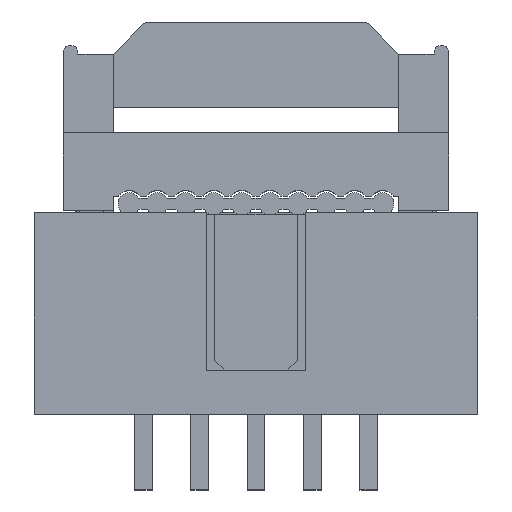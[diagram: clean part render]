
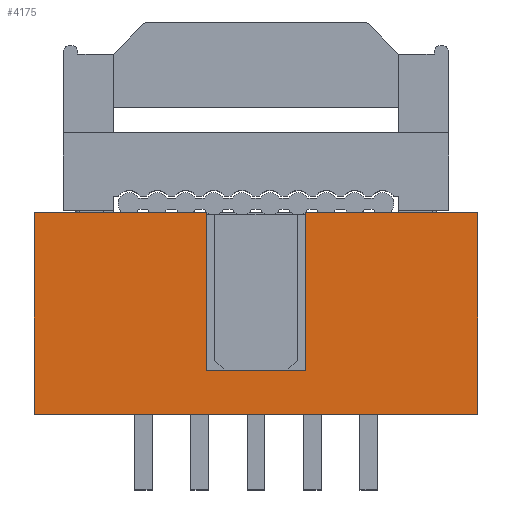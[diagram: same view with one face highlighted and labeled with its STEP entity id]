
A CAD part, top view. The second image highlights one B-rep face of the part: STEP entity #4175.
In plain terms, the highlighted planar face has unit normal (0, 0, 1).
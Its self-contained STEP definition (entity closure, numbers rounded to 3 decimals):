
#568 = CARTESIAN_POINT ( 'NONE',  ( -27.366, 9.1, -20.29 ) ) ;
#583 = EDGE_CURVE ( 'NONE', #14847, #12495, #9701, .T. ) ;
#930 = EDGE_CURVE ( 'NONE', #16787, #14677, #16859, .T. ) ;
#1471 = EDGE_CURVE ( 'NONE', #14847, #4221, #9637, .T. ) ;
#1852 = VECTOR ( 'NONE', #4048, 1000. ) ;
#1865 = ORIENTED_EDGE ( 'NONE', *, *, #14548, .T. ) ;
#2174 = ORIENTED_EDGE ( 'NONE', *, *, #930, .F. ) ;
#2204 = CARTESIAN_POINT ( 'NONE',  ( -39.616, 9.1, -20.29 ) ) ;
#2343 = EDGE_CURVE ( 'NONE', #5310, #12495, #3018, .T. ) ;
#2921 = CARTESIAN_POINT ( 'NONE',  ( -31.866, 9.1, -20.29 ) ) ;
#3018 = LINE ( 'NONE', #2921, #14848 ) ;
#3282 = DIRECTION ( 'NONE',  ( -1., 0., 0. ) ) ;
#3361 = DIRECTION ( 'NONE',  ( 0., 0., -1. ) ) ;
#3385 = EDGE_LOOP ( 'NONE', ( #15908, #8024, #1865, #14298, #13226, #2174, #7938, #11058 ) ) ;
#3698 = DIRECTION ( 'NONE',  ( 0., -1., 0. ) ) ;
#3774 = VERTEX_POINT ( 'NONE', #16388 ) ;
#3974 = LINE ( 'NONE', #12893, #12914 ) ;
#4048 = DIRECTION ( 'NONE',  ( 0., 1., 0. ) ) ;
#4140 = CARTESIAN_POINT ( 'NONE',  ( -19.616, 0., -20.29 ) ) ;
#4175 = ADVANCED_FACE ( 'NONE', ( #16805 ), #13823, .F. ) ;
#4221 = VERTEX_POINT ( 'NONE', #568 ) ;
#4708 = VECTOR ( 'NONE', #5372, 1000. ) ;
#5063 = EDGE_CURVE ( 'NONE', #3774, #12285, #3974, .T. ) ;
#5310 = VERTEX_POINT ( 'NONE', #12782 ) ;
#5372 = DIRECTION ( 'NONE',  ( -1., 0., 0. ) ) ;
#5388 = LINE ( 'NONE', #2204, #18837 ) ;
#6002 = DIRECTION ( 'NONE',  ( 0., -1., 0. ) ) ;
#6217 = VECTOR ( 'NONE', #16875, 1000. ) ;
#6233 = VECTOR ( 'NONE', #3698, 1000. ) ;
#7938 = ORIENTED_EDGE ( 'NONE', *, *, #16102, .T. ) ;
#8024 = ORIENTED_EDGE ( 'NONE', *, *, #2343, .F. ) ;
#8254 = LINE ( 'NONE', #8441, #6217 ) ;
#8441 = CARTESIAN_POINT ( 'NONE',  ( 0., 0., -20.29 ) ) ;
#8938 = CARTESIAN_POINT ( 'NONE',  ( -19.616, 9.1, -20.29 ) ) ;
#9637 = LINE ( 'NONE', #15763, #1852 ) ;
#9701 = LINE ( 'NONE', #16982, #4708 ) ;
#9835 = DIRECTION ( 'NONE',  ( 0., 1., 0. ) ) ;
#10366 = CARTESIAN_POINT ( 'NONE',  ( -31.866, 2., -20.29 ) ) ;
#11058 = ORIENTED_EDGE ( 'NONE', *, *, #1471, .F. ) ;
#11531 = CARTESIAN_POINT ( 'NONE',  ( -27.366, 2., -20.29 ) ) ;
#11895 = CARTESIAN_POINT ( 'NONE',  ( -39.616, 9.1, -20.29 ) ) ;
#12205 = CARTESIAN_POINT ( 'NONE',  ( -39.616, 9.1, -20.29 ) ) ;
#12285 = VERTEX_POINT ( 'NONE', #11895 ) ;
#12398 = DIRECTION ( 'NONE',  ( -1., 0., 0. ) ) ;
#12495 = VERTEX_POINT ( 'NONE', #10366 ) ;
#12782 = CARTESIAN_POINT ( 'NONE',  ( -31.866, 9.1, -20.29 ) ) ;
#12893 = CARTESIAN_POINT ( 'NONE',  ( -39.616, -3.4, -20.29 ) ) ;
#12914 = VECTOR ( 'NONE', #9835, 1000. ) ;
#13226 = ORIENTED_EDGE ( 'NONE', *, *, #13805, .F. ) ;
#13554 = AXIS2_PLACEMENT_3D ( 'NONE', #15267, #3361, #12398 ) ;
#13805 = EDGE_CURVE ( 'NONE', #14677, #3774, #8254, .T. ) ;
#13823 = PLANE ( 'NONE',  #13554 ) ;
#13828 = LINE ( 'NONE', #12205, #14212 ) ;
#14212 = VECTOR ( 'NONE', #3282, 1000. ) ;
#14298 = ORIENTED_EDGE ( 'NONE', *, *, #5063, .F. ) ;
#14548 = EDGE_CURVE ( 'NONE', #5310, #12285, #13828, .T. ) ;
#14677 = VERTEX_POINT ( 'NONE', #4140 ) ;
#14847 = VERTEX_POINT ( 'NONE', #11531 ) ;
#14848 = VECTOR ( 'NONE', #6002, 1000. ) ;
#15267 = CARTESIAN_POINT ( 'NONE',  ( -39.616, -3.4, -20.29 ) ) ;
#15763 = CARTESIAN_POINT ( 'NONE',  ( -27.366, 9.1, -20.29 ) ) ;
#15908 = ORIENTED_EDGE ( 'NONE', *, *, #583, .T. ) ;
#16102 = EDGE_CURVE ( 'NONE', #16787, #4221, #5388, .T. ) ;
#16388 = CARTESIAN_POINT ( 'NONE',  ( -39.616, 0., -20.29 ) ) ;
#16787 = VERTEX_POINT ( 'NONE', #8938 ) ;
#16805 = FACE_OUTER_BOUND ( 'NONE', #3385, .T. ) ;
#16859 = LINE ( 'NONE', #18745, #6233 ) ;
#16875 = DIRECTION ( 'NONE',  ( -1., 0., 0. ) ) ;
#16982 = CARTESIAN_POINT ( 'NONE',  ( 0., 2., -20.29 ) ) ;
#18628 = DIRECTION ( 'NONE',  ( -1., 0., 0. ) ) ;
#18745 = CARTESIAN_POINT ( 'NONE',  ( -19.616, -3.4, -20.29 ) ) ;
#18837 = VECTOR ( 'NONE', #18628, 1000. ) ;
